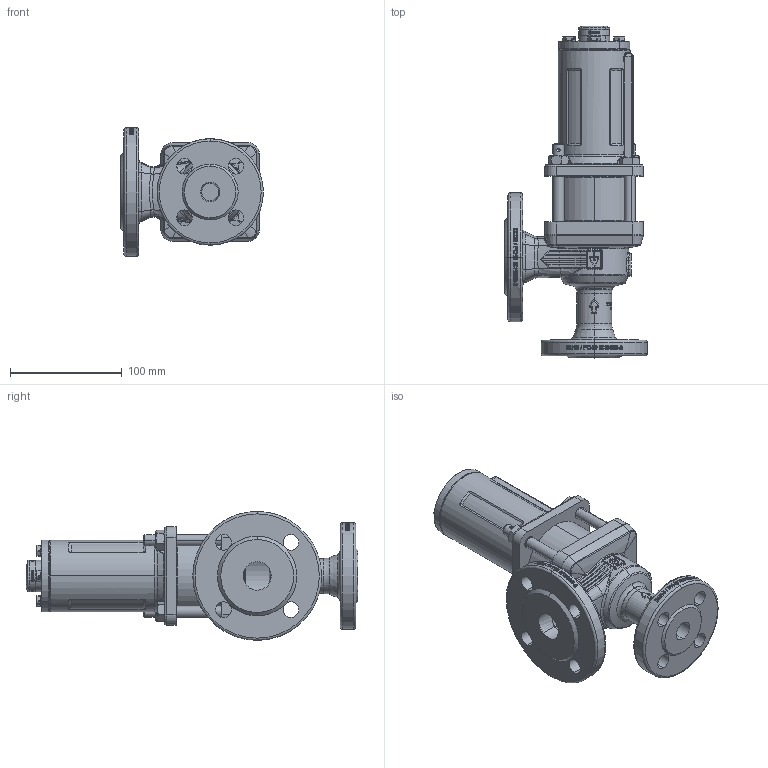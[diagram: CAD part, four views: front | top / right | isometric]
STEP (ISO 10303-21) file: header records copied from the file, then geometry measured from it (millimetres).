
FILE_DESCRIPTION (( 'STEP AP214' ), '1' );
FILE_NAME ('355TBGFO_15_FLFL_1525_MD.STEP', '2020-07-20T12:26:28', ( '' ), ( '' ), 'SwSTEP 2.0', 'SolidWorks 2018', '' );
FILE_SCHEMA (( 'AUTOMOTIVE_DESIGN' ));
Length unit declared in the file: millimetre
Products named in the file (2): 355TBGFO_15_FLFL_1525_MD
Bounding box: 127.5 x 296.45 x 115 mm (x, y, z)
Volume: 824428.1 mm3; surface area: 208306.3 mm2
Topology: 16 solids, 16 shells, 1809 faces, 5031 edges, 3431 vertices
Faces by surface type: bspline 583, cylinder 501, plane 492, cone 159, torus 69, sphere 5
Entity records: 146567 total; most frequent: CARTESIAN_POINT 84190, ORIENTED_EDGE 9988, DIRECTION 7064, EDGE_CURVE 4994, VERTEX_POINT 3431, AXIS2_PLACEMENT_3D 2794, EDGE_LOOP 2085, B_SPLINE_CURVE_WITH_KNOTS 1938
